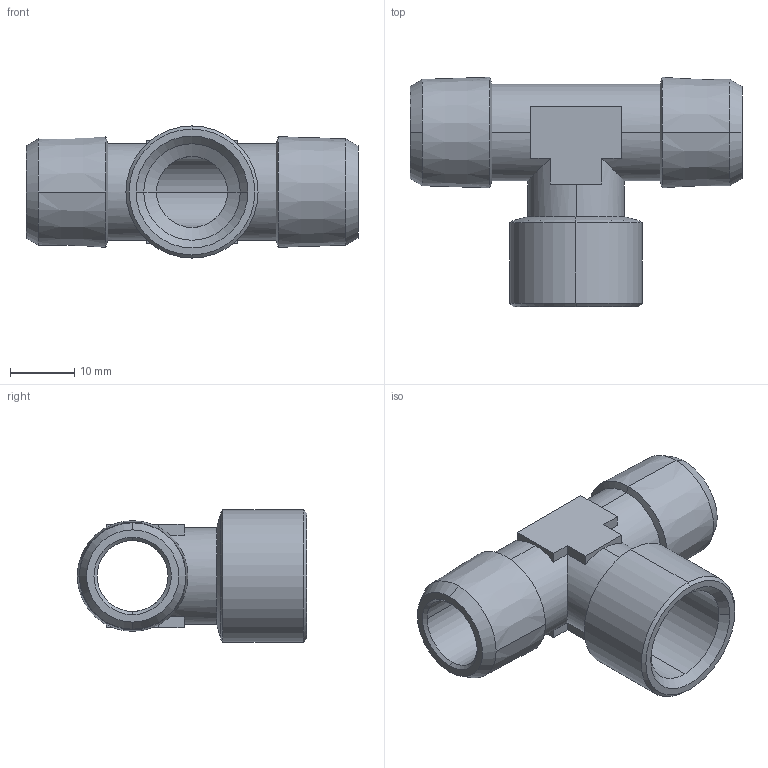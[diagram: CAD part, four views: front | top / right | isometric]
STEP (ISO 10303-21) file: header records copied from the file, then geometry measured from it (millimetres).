
FILE_DESCRIPTION (( 'STEP AP214' ), '1' );
FILE_NAME ('DRF.MFM03.STEP', '2018-09-03T10:21:19', ( '' ), ( '' ), 'SwSTEP 2.0', 'SolidWorks 2018', '' );
FILE_SCHEMA (( 'AUTOMOTIVE_DESIGN' ));
Length unit declared in the file: millimetre
Products named in the file (1): DRF.MFM03
Bounding box: 51.5 x 35.58 x 20.5 mm (x, y, z)
Volume: 7995.8 mm3; surface area: 6843.8 mm2
Topology: 1 solids, 1 shells, 61 faces, 159 edges, 99 vertices
Faces by surface type: cone 24, plane 21, cylinder 14, bspline 2
Entity records: 1938 total; most frequent: CARTESIAN_POINT 377, DIRECTION 338, ORIENTED_EDGE 318, EDGE_CURVE 159, AXIS2_PLACEMENT_3D 128, VERTEX_POINT 99, VECTOR 82, LINE 82
